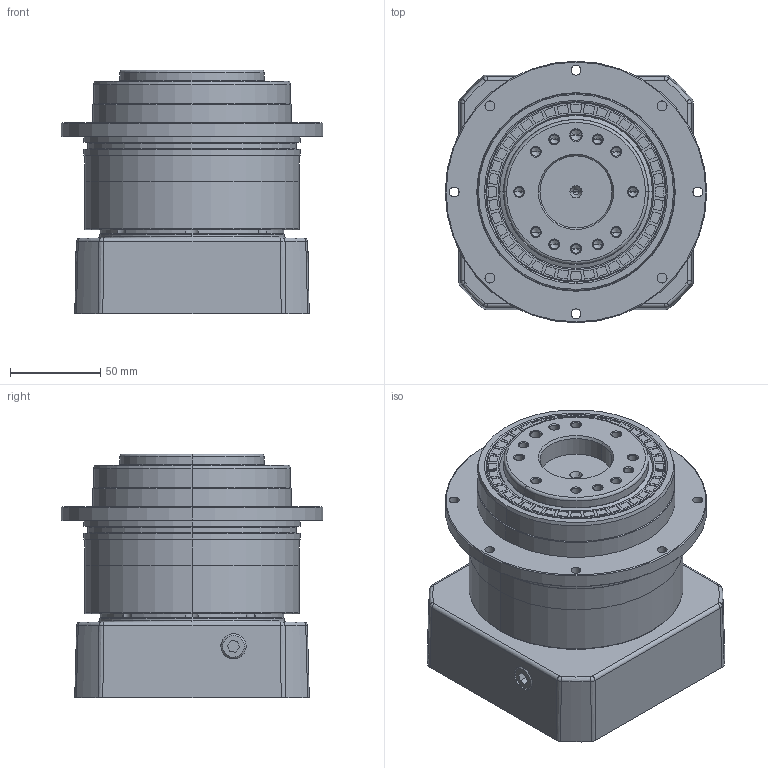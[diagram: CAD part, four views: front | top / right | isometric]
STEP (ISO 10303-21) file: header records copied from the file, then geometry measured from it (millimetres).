
FILE_DESCRIPTION (( 'STEP AP203' ), '1' );
FILE_NAME ('FAD110D-L1-22-110-145-M8-64.STEP', '2021-01-31T06:08:28', ( '' ), ( '' ), 'SwSTEP 2.0', 'SolidWorks 2014', '' );
FILE_SCHEMA (( 'CONFIG_CONTROL_DESIGN' ));
Length unit declared in the file: millimetre
Products named in the file (11): FAD110D-L1-22-110-145-M8-64; M6-14樓粟菜; 怀堤俴陎殤FAD110D; 蚐猾80x100x7; 输出内齿圈壳体FAD110D; 镂空输入法兰-110X44.5XM8; 输入锁紧环26X63.5X16; 楊擘耜謂蹟佪M14; M5-12樓粟菜; 输入端壳体FAD110D; 输入太阳齿轮FAB115D-22
Assembly tree (23 placements, depth 2):
  FAD110D-L1-22-110-145-M8-64
    输出内齿圈壳体FAD110D
    怀堤俴陎殤FAD110D
    蚐猾80x100x7
    输入端壳体FAD110D
    镂空输入法兰-110X44.5XM8
    输入太阳齿轮FAB115D-22
    输入锁紧环26X63.5X16
    M5-12樓粟菜  x8
    M6-14樓粟菜  x6
    楊擘耜謂蹟佪M14  x2
Bounding box: 145 x 145 x 135 mm (x, y, z)
Volume: 1237039.6 mm3; surface area: 253468.5 mm2
Topology: 9 solids, 37 shells, 1521 faces, 3684 edges, 2182 vertices
Faces by surface type: plane 432, cylinder 390, bspline 387, cone 254, torus 58
Entity records: 49614 total; most frequent: CARTESIAN_POINT 23486, ORIENTED_EDGE 5399, DIRECTION 4706, EDGE_CURVE 2715, AXIS2_PLACEMENT_3D 1901, VERTEX_POINT 1636, EDGE_LOOP 1341, FACE_OUTER_BOUND 1190
